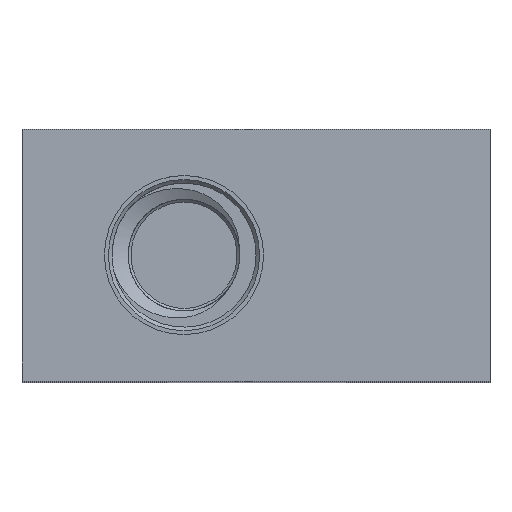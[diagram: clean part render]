
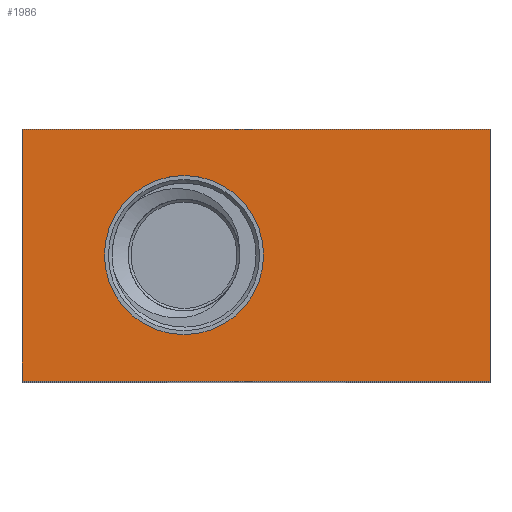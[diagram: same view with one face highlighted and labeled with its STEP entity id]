
A CAD part, top view. The second image highlights one B-rep face of the part: STEP entity #1986.
In plain terms, the highlighted planar face has unit normal (0, 0, 1).
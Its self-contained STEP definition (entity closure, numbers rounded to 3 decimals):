
#26=FACE_BOUND('',#328,.T.);
#90=PLANE('',#2138);
#204=FACE_OUTER_BOUND('',#327,.T.);
#327=EDGE_LOOP('',(#1605,#1606,#1607,#1608));
#328=EDGE_LOOP('',(#1609));
#546=CIRCLE('',#2139,2.21);
#591=LINE('',#16272,#666);
#602=LINE('',#16294,#677);
#607=LINE('',#16308,#682);
#608=LINE('',#16309,#683);
#666=VECTOR('',#2404,10.);
#677=VECTOR('',#2417,10.);
#682=VECTOR('',#2430,10.);
#683=VECTOR('',#2431,10.);
#856=VERTEX_POINT('',#16269);
#857=VERTEX_POINT('',#16271);
#867=VERTEX_POINT('',#16293);
#872=VERTEX_POINT('',#16307);
#873=VERTEX_POINT('',#16310);
#1116=EDGE_CURVE('',#856,#857,#591,.T.);
#1127=EDGE_CURVE('',#857,#867,#602,.T.);
#1134=EDGE_CURVE('',#872,#856,#607,.T.);
#1135=EDGE_CURVE('',#867,#872,#608,.T.);
#1136=EDGE_CURVE('',#873,#873,#546,.T.);
#1605=ORIENTED_EDGE('',*,*,#1127,.F.);
#1606=ORIENTED_EDGE('',*,*,#1116,.F.);
#1607=ORIENTED_EDGE('',*,*,#1134,.F.);
#1608=ORIENTED_EDGE('',*,*,#1135,.F.);
#1609=ORIENTED_EDGE('',*,*,#1136,.T.);
#1986=ADVANCED_FACE('',(#204,#26),#90,.T.);
#2138=AXIS2_PLACEMENT_3D('',#16306,#2428,#2429);
#2139=AXIS2_PLACEMENT_3D('',#16311,#2432,#2433);
#2404=DIRECTION('',(1.,0.,0.));
#2417=DIRECTION('',(0.,-1.,0.));
#2428=DIRECTION('center_axis',(0.,0.,1.));
#2429=DIRECTION('ref_axis',(1.,0.,0.));
#2430=DIRECTION('',(0.,1.,0.));
#2431=DIRECTION('',(-1.,0.,0.));
#2432=DIRECTION('center_axis',(0.,0.,-1.));
#2433=DIRECTION('ref_axis',(1.,0.,0.));
#16269=CARTESIAN_POINT('',(-6.5,3.5,14.75));
#16271=CARTESIAN_POINT('',(6.5,3.5,14.75));
#16272=CARTESIAN_POINT('',(-6.5,3.5,14.75));
#16293=CARTESIAN_POINT('',(6.5,-3.5,14.75));
#16294=CARTESIAN_POINT('',(6.5,0.,14.75));
#16306=CARTESIAN_POINT('Origin',(-6.5,0.,14.75));
#16307=CARTESIAN_POINT('',(-6.5,-3.5,14.75));
#16308=CARTESIAN_POINT('',(-6.5,0.,14.75));
#16309=CARTESIAN_POINT('',(-6.5,-3.5,14.75));
#16310=CARTESIAN_POINT('',(-4.21,0.,14.75));
#16311=CARTESIAN_POINT('Origin',(-2.,0.,14.75));
